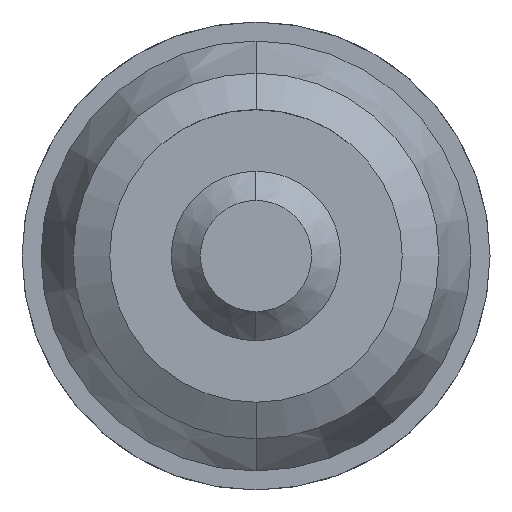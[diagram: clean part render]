
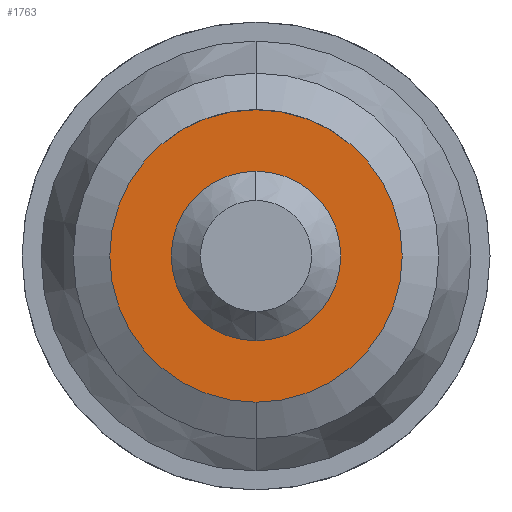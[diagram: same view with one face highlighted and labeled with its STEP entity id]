
A CAD part, front view. The second image highlights one B-rep face of the part: STEP entity #1763.
In plain terms, the highlighted planar face has unit normal (0, -1, 0).
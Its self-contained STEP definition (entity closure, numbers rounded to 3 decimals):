
#193 = CIRCLE ( 'NONE', #2296, 1. ) ;
#247 = EDGE_CURVE ( 'Defeature ausgef�hrt2_30+Defeature ausgef�hrt2_31+Defeature ausgef�hrt2_31+Defeature ausgef�hrt2_31', #2814, #4973, #2462, .T. ) ;
#288 = VERTEX_POINT ( 'NONE', #1743 ) ;
#383 = EDGE_LOOP ( 'NONE', ( #3962, #3201 ) ) ;
#391 = DIRECTION ( 'NONE',  ( 0., 0., 1. ) ) ;
#446 = DIRECTION ( 'NONE',  ( 0., 0., 1. ) ) ;
#520 = CARTESIAN_POINT ( 'NONE',  ( 0., -12.969, 1. ) ) ;
#682 = VERTEX_POINT ( 'NONE', #4170 ) ;
#744 = FACE_OUTER_BOUND ( 'NONE', #2100, .T. ) ;
#1188 = CARTESIAN_POINT ( 'NONE',  ( 0., -12.969, 0. ) ) ;
#1245 = DIRECTION ( 'NONE',  ( 0., 1., 0. ) ) ;
#1475 = CARTESIAN_POINT ( 'NONE',  ( 0., -12.969, -1. ) ) ;
#1743 = CARTESIAN_POINT ( 'NONE',  ( 0., -12.969, 0.58 ) ) ;
#1763 = ADVANCED_FACE ( 'Defeature ausgef�hrt2_31', ( #744, #4006 ), #4002, .F. ) ;
#1779 = DIRECTION ( 'NONE',  ( 0., 1., 0. ) ) ;
#1845 = AXIS2_PLACEMENT_3D ( 'NONE', #4422, #1885, #3138 ) ;
#1859 = EDGE_CURVE ( 'Defeature ausgef�hrt2_31+Defeature ausgef�hrt2_33+Defeature ausgef�hrt2_33+Defeature ausgef�hrt2_33', #288, #682, #4597, .T. ) ;
#1885 = DIRECTION ( 'NONE',  ( 0., 1., 0. ) ) ;
#2100 = EDGE_LOOP ( 'NONE', ( #4350, #4945 ) ) ;
#2296 = AXIS2_PLACEMENT_3D ( 'NONE', #2500, #1245, #446 ) ;
#2304 = AXIS2_PLACEMENT_3D ( 'NONE', #1188, #2902, #391 ) ;
#2462 = CIRCLE ( 'NONE', #2304, 1. ) ;
#2500 = CARTESIAN_POINT ( 'NONE',  ( 0., -12.969, 0. ) ) ;
#2670 = DIRECTION ( 'NONE',  ( 0., 0., 1. ) ) ;
#2814 = VERTEX_POINT ( 'NONE', #520 ) ;
#2902 = DIRECTION ( 'NONE',  ( 0., 1., 0. ) ) ;
#2929 = AXIS2_PLACEMENT_3D ( 'NONE', #5251, #1779, #2670 ) ;
#3138 = DIRECTION ( 'NONE',  ( 0., 0., 1. ) ) ;
#3201 = ORIENTED_EDGE ( 'NONE', *, *, #3835, .T. ) ;
#3705 = AXIS2_PLACEMENT_3D ( 'NONE', #4139, #5428, #4553 ) ;
#3835 = EDGE_CURVE ( 'Defeature ausgef�hrt2_31+Defeature ausgef�hrt2_33+Defeature ausgef�hrt2_33+Defeature ausgef�hrt2_33', #682, #288, #3852, .T. ) ;
#3852 = CIRCLE ( 'NONE', #3705, 0.58 ) ;
#3962 = ORIENTED_EDGE ( 'NONE', *, *, #1859, .T. ) ;
#4002 = PLANE ( 'NONE',  #1845 ) ;
#4006 = FACE_BOUND ( 'NONE', #383, .T. ) ;
#4139 = CARTESIAN_POINT ( 'NONE',  ( 0., -12.969, 0. ) ) ;
#4170 = CARTESIAN_POINT ( 'NONE',  ( 0., -12.969, -0.58 ) ) ;
#4219 = EDGE_CURVE ( 'Defeature ausgef�hrt2_30+Defeature ausgef�hrt2_31+Defeature ausgef�hrt2_31+Defeature ausgef�hrt2_31', #4973, #2814, #193, .T. ) ;
#4350 = ORIENTED_EDGE ( 'NONE', *, *, #247, .F. ) ;
#4422 = CARTESIAN_POINT ( 'NONE',  ( 1., -12.969, 0. ) ) ;
#4553 = DIRECTION ( 'NONE',  ( 0., 0., 1. ) ) ;
#4597 = CIRCLE ( 'NONE', #2929, 0.58 ) ;
#4945 = ORIENTED_EDGE ( 'NONE', *, *, #4219, .F. ) ;
#4973 = VERTEX_POINT ( 'NONE', #1475 ) ;
#5251 = CARTESIAN_POINT ( 'NONE',  ( 0., -12.969, 0. ) ) ;
#5428 = DIRECTION ( 'NONE',  ( 0., 1., 0. ) ) ;
